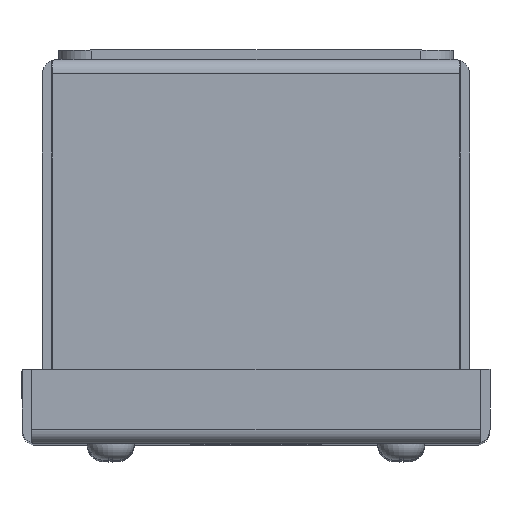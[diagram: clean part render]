
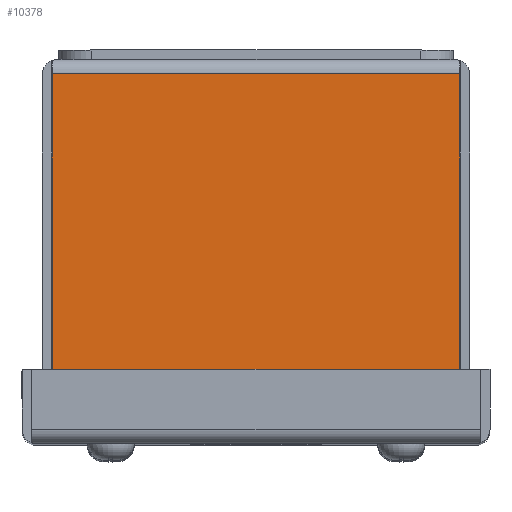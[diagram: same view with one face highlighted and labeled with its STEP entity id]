
A CAD part, top view. The second image highlights one B-rep face of the part: STEP entity #10378.
In plain terms, the highlighted planar face has unit normal (0, 0, 1).
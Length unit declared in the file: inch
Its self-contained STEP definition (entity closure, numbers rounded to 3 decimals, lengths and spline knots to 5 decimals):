
#689 = DIRECTION ( 'NONE',  ( -1., 0., 0. ) ) ;
#798 = DIRECTION ( 'NONE',  ( 1., 0., 0. ) ) ;
#824 = ORIENTED_EDGE ( 'NONE', *, *, #8721, .F. ) ;
#1779 = DIRECTION ( 'NONE',  ( 0., 1., 0. ) ) ;
#2380 = ORIENTED_EDGE ( 'NONE', *, *, #12317, .F. ) ;
#3377 = VECTOR ( 'NONE', #10602, 39.37008 ) ;
#4686 = CARTESIAN_POINT ( 'NONE',  ( 10.781, -2.642, 4. ) ) ;
#6701 = LINE ( 'NONE', #6810, #11745 ) ;
#6810 = CARTESIAN_POINT ( 'NONE',  ( -1.517, -0.108, 4. ) ) ;
#6891 = CARTESIAN_POINT ( 'NONE',  ( 1.55221, 39.37008, 4. ) ) ;
#7219 = CARTESIAN_POINT ( 'NONE',  ( -1.55221, -0.108, 4. ) ) ;
#7623 = ORIENTED_EDGE ( 'NONE', *, *, #12320, .F. ) ;
#7934 = VERTEX_POINT ( 'NONE', #15678 ) ;
#8060 = PLANE ( 'NONE',  #16682 ) ;
#8598 = VERTEX_POINT ( 'NONE', #13793 ) ;
#8721 = EDGE_CURVE ( 'NONE', #8598, #17497, #12725, .T. ) ;
#10378 = ADVANCED_FACE ( 'NONE', ( #13162 ), #8060, .F. ) ;
#10602 = DIRECTION ( 'NONE',  ( -1., 0., 0. ) ) ;
#11338 = CARTESIAN_POINT ( 'NONE',  ( 1.55221, -2.642, 4. ) ) ;
#11745 = VECTOR ( 'NONE', #798, 39.37008 ) ;
#12038 = VECTOR ( 'NONE', #1779, 39.37008 ) ;
#12317 = EDGE_CURVE ( 'NONE', #17497, #7934, #17880, .T. ) ;
#12320 = EDGE_CURVE ( 'NONE', #7934, #13225, #16526, .T. ) ;
#12526 = DIRECTION ( 'NONE',  ( 0., -1., 0. ) ) ;
#12719 = DIRECTION ( 'NONE',  ( 0., 0., -1. ) ) ;
#12725 = LINE ( 'NONE', #6891, #14771 ) ;
#12875 = EDGE_LOOP ( 'NONE', ( #2380, #824, #15683, #7623 ) ) ;
#13162 = FACE_OUTER_BOUND ( 'NONE', #12875, .T. ) ;
#13225 = VERTEX_POINT ( 'NONE', #7219 ) ;
#13793 = CARTESIAN_POINT ( 'NONE',  ( 1.55221, -0.108, 4. ) ) ;
#13988 = CARTESIAN_POINT ( 'NONE',  ( 10.781, 0., 4. ) ) ;
#14771 = VECTOR ( 'NONE', #12526, 39.37008 ) ;
#15067 = CARTESIAN_POINT ( 'NONE',  ( -1.55221, 0., 4. ) ) ;
#15678 = CARTESIAN_POINT ( 'NONE',  ( -1.55221, -2.642, 4. ) ) ;
#15683 = ORIENTED_EDGE ( 'NONE', *, *, #16922, .F. ) ;
#16526 = LINE ( 'NONE', #15067, #12038 ) ;
#16682 = AXIS2_PLACEMENT_3D ( 'NONE', #13988, #12719, #689 ) ;
#16922 = EDGE_CURVE ( 'NONE', #13225, #8598, #6701, .T. ) ;
#17497 = VERTEX_POINT ( 'NONE', #11338 ) ;
#17880 = LINE ( 'NONE', #4686, #3377 ) ;
